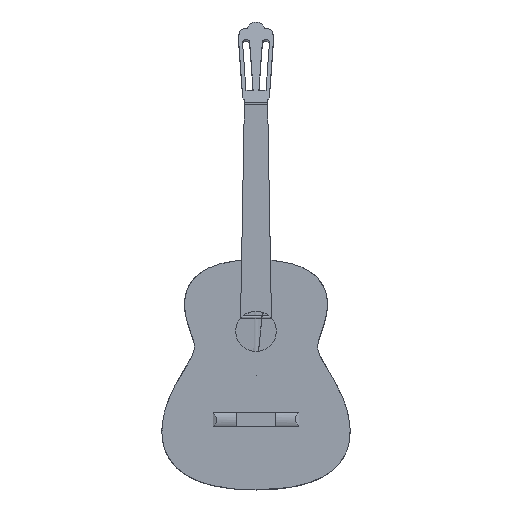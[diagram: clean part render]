
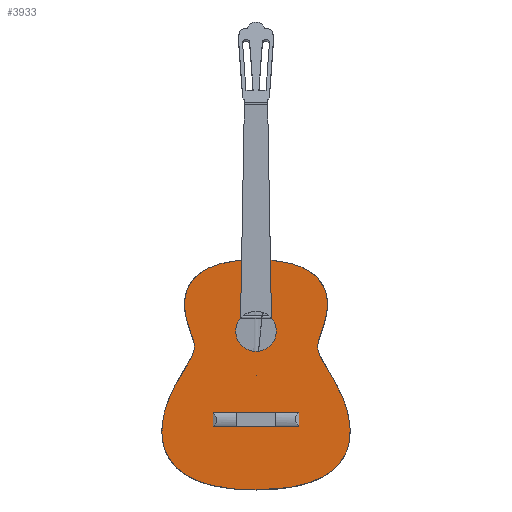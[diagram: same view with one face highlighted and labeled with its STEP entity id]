
A CAD part, top view. The second image highlights one B-rep face of the part: STEP entity #3933.
In plain terms, the highlighted planar face has unit normal (0, 0, 1).
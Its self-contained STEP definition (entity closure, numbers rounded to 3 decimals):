
#29=FACE_BOUND('',#792,.T.);
#36=(
BOUNDED_CURVE()
B_SPLINE_CURVE(5,(#5713,#5714,#5715,#5716,#5717,#5718,#5719,#5720),
 .UNSPECIFIED.,.F.,.F.)
B_SPLINE_CURVE_WITH_KNOTS((6,1,1,6),(-1.,-0.5,-0.376,0.),
 .UNSPECIFIED.)
CURVE()
GEOMETRIC_REPRESENTATION_ITEM()
RATIONAL_B_SPLINE_CURVE((1.,1.,1.,1.,1.,1.,1.,1.))
REPRESENTATION_ITEM('')
);
#38=(
BOUNDED_CURVE()
B_SPLINE_CURVE(5,(#5746,#5747,#5748,#5749,#5750,#5751,#5752,#5753),
 .UNSPECIFIED.,.F.,.F.)
B_SPLINE_CURVE_WITH_KNOTS((6,1,1,6),(0.,0.376,0.5,1.),
 .UNSPECIFIED.)
CURVE()
GEOMETRIC_REPRESENTATION_ITEM()
RATIONAL_B_SPLINE_CURVE((1.,1.,1.,1.,1.,1.,1.,1.))
REPRESENTATION_ITEM('')
);
#308=CIRCLE('',#4234,42.508);
#534=FACE_OUTER_BOUND('',#791,.T.);
#791=EDGE_LOOP('',(#2833,#2834));
#792=EDGE_LOOP('',(#2835));
#1678=VERTEX_POINT('',#5679);
#1682=VERTEX_POINT('',#5710);
#1683=VERTEX_POINT('',#5712);
#2105=EDGE_CURVE('',#1678,#1678,#308,.T.);
#2110=EDGE_CURVE('',#1683,#1682,#36,.T.);
#2113=EDGE_CURVE('',#1682,#1683,#38,.T.);
#2833=ORIENTED_EDGE('',*,*,#2113,.T.);
#2834=ORIENTED_EDGE('',*,*,#2110,.T.);
#2835=ORIENTED_EDGE('',*,*,#2105,.T.);
#3766=PLANE('',#4236);
#3933=ADVANCED_FACE('',(#534,#29),#3766,.T.);
#4234=AXIS2_PLACEMENT_3D('',#5680,#4693,#4694);
#4236=AXIS2_PLACEMENT_3D('',#5754,#4700,#4701);
#4693=DIRECTION('center_axis',(0.,0.,
-1.));
#4694=DIRECTION('ref_axis',(1.,0.,0.));
#4700=DIRECTION('center_axis',(0.,0.,
1.));
#4701=DIRECTION('ref_axis',(1.,0.,0.));
#5679=CARTESIAN_POINT('',(-42.509,92.714,-0.4));
#5680=CARTESIAN_POINT('Origin',(-0.001,92.714,-0.4));
#5710=CARTESIAN_POINT('',(0.,-240.632,-0.4));
#5712=CARTESIAN_POINT('',(0.,242.368,-0.4));
#5713=CARTESIAN_POINT('Ctrl Pts',(0.,242.368,
-0.4));
#5714=CARTESIAN_POINT('Ctrl Pts',(-155.618,242.368,-0.4));
#5715=CARTESIAN_POINT('Ctrl Pts',(-161.823,158.495,-0.4));
#5716=CARTESIAN_POINT('Ctrl Pts',(-149.402,79.664,-0.4));
#5717=CARTESIAN_POINT('Ctrl Pts',(-79.536,57.862,-0.4));
#5718=CARTESIAN_POINT('Ctrl Pts',(-193.128,-17.679,-0.4));
#5719=CARTESIAN_POINT('Ctrl Pts',(-279.358,-240.632,-0.4));
#5720=CARTESIAN_POINT('Ctrl Pts',(0.,-240.632,
-0.4));
#5746=CARTESIAN_POINT('Ctrl Pts',(0.,-240.632,
-0.4));
#5747=CARTESIAN_POINT('Ctrl Pts',(279.358,-240.632,-0.4));
#5748=CARTESIAN_POINT('Ctrl Pts',(193.128,-17.679,-0.4));
#5749=CARTESIAN_POINT('Ctrl Pts',(79.536,57.862,-0.4));
#5750=CARTESIAN_POINT('Ctrl Pts',(149.402,79.664,-0.4));
#5751=CARTESIAN_POINT('Ctrl Pts',(161.823,158.495,-0.4));
#5752=CARTESIAN_POINT('Ctrl Pts',(155.618,242.368,-0.4));
#5753=CARTESIAN_POINT('Ctrl Pts',(0.,242.368,
-0.4));
#5754=CARTESIAN_POINT('Origin',(0.,0.868,
-0.4));
